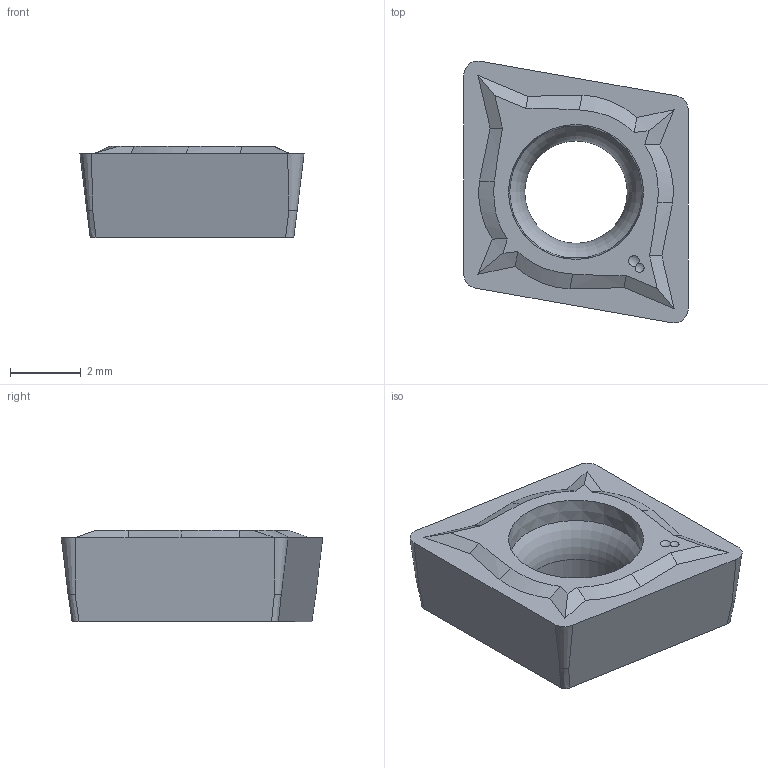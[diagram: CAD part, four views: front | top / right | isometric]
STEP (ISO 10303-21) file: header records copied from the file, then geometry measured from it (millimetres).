
FILE_DESCRIPTION(/* description */ (''),/* implementation_level */ '2;1');
FILE_NAME(/* name */ 'CCMT060204E_FM_115002420ndi000_00_SIM.stp',/* time_stamp */ '2021-09-15T11:15:42+02:00',/* author */ (''),/* organization */ (''),/* preprocessor_version */ 'ST-DEVELOPER v16.7',/* originating_system */ 'SIEMENS PLM Software NX 12.0',/* authorisation */ '');
FILE_SCHEMA (('AUTOMOTIVE_DESIGN { 1 0 10303 214 3 1 1 1 }'));
Length unit declared in the file: millimetre
Products named in the file (1): fo3443D4C32Fgxhv
Bounding box: 6.35 x 7.42 x 2.58 mm (x, y, z)
Volume: 71.8 mm3; surface area: 143 mm2
Topology: 1 solids, 1 shells, 36 faces, 108 edges, 76 vertices
Faces by surface type: bspline 16, plane 11, cone 5, sphere 2, torus 1, cylinder 1
Full cylindrical faces by diameter (mm): 2.9 x1
Entity records: 1870 total; most frequent: CARTESIAN_POINT 1031, ORIENTED_EDGE 206, EDGE_CURVE 103, DIRECTION 96, VERTEX_POINT 74, B_SPLINE_CURVE_WITH_KNOTS 58, EDGE_LOOP 43, ADVANCED_FACE 36
